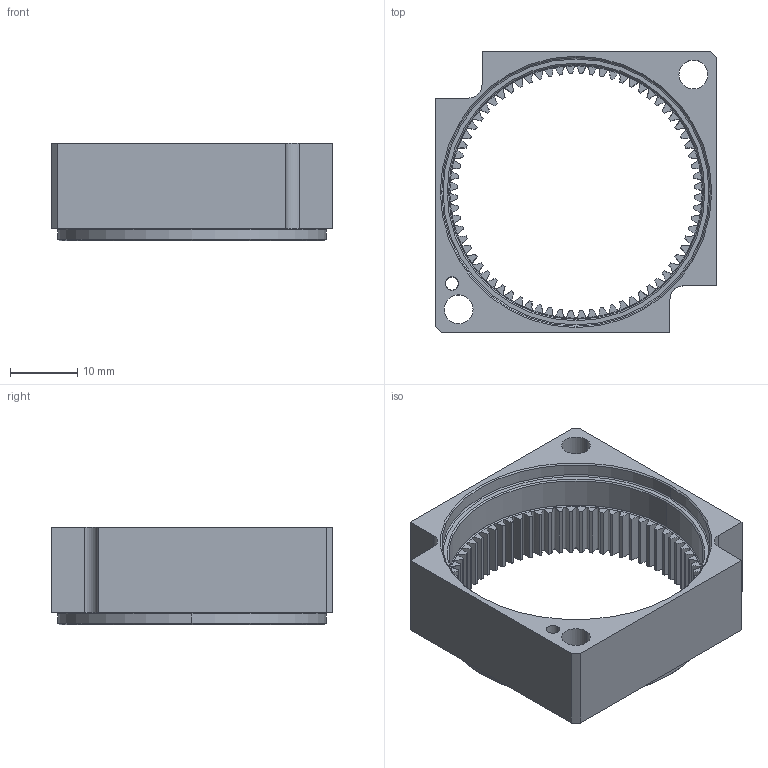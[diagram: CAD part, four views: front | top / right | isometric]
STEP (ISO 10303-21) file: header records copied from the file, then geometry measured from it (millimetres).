
FILE_DESCRIPTION (( 'STEP AP203' ), '1' );
FILE_NAME ('217-2816.20121205.STEP', '2012-12-05T21:24:11', ( 'svradm' ), ( 'Microsoft' ), 'SwSTEP 2.0', 'SolidWorks 2012', '' );
FILE_SCHEMA (( 'CONFIG_CONTROL_DESIGN' ));
Length unit declared in the file: millimetre
Products named in the file (1): 217-2816.20121205
Bounding box: 42 x 42 x 14.5 mm (x, y, z)
Volume: 7537.7 mm3; surface area: 6396.2 mm2
Topology: 1 solids, 1 shells, 191 faces, 540 edges, 356 vertices
Faces by surface type: cylinder 92, bspline 72, plane 15, torus 6, cone 6
Entity records: 14973 total; most frequent: CARTESIAN_POINT 10232, ORIENTED_EDGE 1080, DIRECTION 838, EDGE_CURVE 540, VERTEX_POINT 356, AXIS2_PLACEMENT_3D 322, EDGE_LOOP 204, CIRCLE 202
